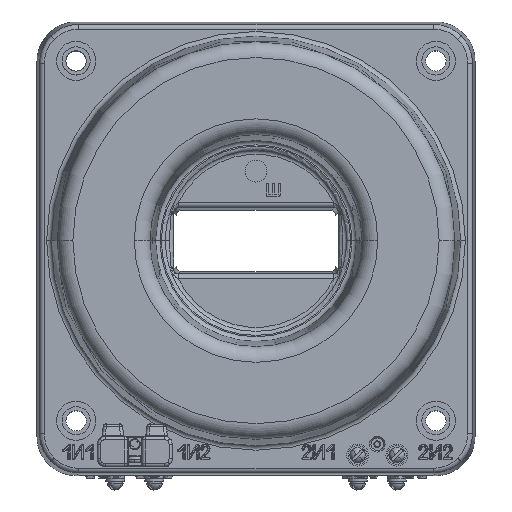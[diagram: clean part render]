
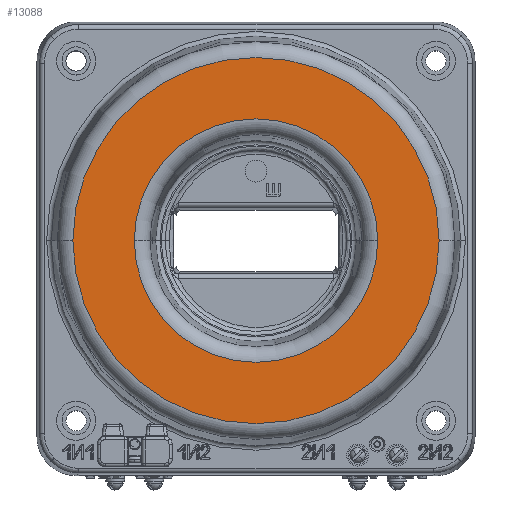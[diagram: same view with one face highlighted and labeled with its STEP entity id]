
A CAD part, top view. The second image highlights one B-rep face of the part: STEP entity #13088.
In plain terms, the highlighted planar face has unit normal (0, 0, 1).
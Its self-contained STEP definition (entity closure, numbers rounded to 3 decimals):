
#557 = CARTESIAN_POINT ( 'NONE',  ( 0., 0., 150. ) ) ;
#559 = DIRECTION ( 'NONE',  ( 0., 0., 1. ) ) ;
#560 = DIRECTION ( 'NONE',  ( 1., 0., 0. ) ) ;
#2263 = FACE_OUTER_BOUND ( 'NONE', #10497, .T. ) ;
#3289 = CARTESIAN_POINT ( 'NONE',  ( 0., 0., 150. ) ) ;
#3299 = PLANE ( 'NONE',  #10710 ) ;
#3303 = DIRECTION ( 'NONE',  ( 0., 0., 1. ) ) ;
#3305 = DIRECTION ( 'NONE',  ( 1., 0., 0. ) ) ;
#4927 = DIRECTION ( 'NONE',  ( 1., 0., 0. ) ) ;
#5085 = CARTESIAN_POINT ( 'NONE',  ( 0., 0., 150. ) ) ;
#5098 = DIRECTION ( 'NONE',  ( 0., 0., -1. ) ) ;
#5123 = DIRECTION ( 'NONE',  ( 0., 0., 1. ) ) ;
#5124 = DIRECTION ( 'NONE',  ( 1., 0., 0. ) ) ;
#5341 = CARTESIAN_POINT ( 'NONE',  ( 0., 0., 150. ) ) ;
#7522 = EDGE_CURVE ( 'NONE', #15162, #15044, #25473, .T. ) ;
#7533 = EDGE_CURVE ( 'NONE', #14667, #14632, #25486, .T. ) ;
#9257 = EDGE_CURVE ( 'NONE', #15044, #15162, #25840, .T. ) ;
#9855 = AXIS2_PLACEMENT_3D ( 'NONE', #5341, #5123, #5124 ) ;
#9865 = AXIS2_PLACEMENT_3D ( 'NONE', #5085, #5098, #4927 ) ;
#10107 = AXIS2_PLACEMENT_3D ( 'NONE', #557, #559, #560 ) ;
#10467 = EDGE_LOOP ( 'NONE', ( #24139, #24002 ) ) ;
#10497 = EDGE_LOOP ( 'NONE', ( #23974, #24014 ) ) ;
#10710 = AXIS2_PLACEMENT_3D ( 'NONE', #3289, #3303, #3305 ) ;
#10849 = AXIS2_PLACEMENT_3D ( 'NONE', #16889, #16891, #16893 ) ;
#13088 = ADVANCED_FACE ( 'NONE', ( #26367, #2263 ), #3299, .T. ) ;
#14632 = VERTEX_POINT ( 'NONE', #15434 ) ;
#14667 = VERTEX_POINT ( 'NONE', #15466 ) ;
#15044 = VERTEX_POINT ( 'NONE', #15717 ) ;
#15162 = VERTEX_POINT ( 'NONE', #15829 ) ;
#15434 = CARTESIAN_POINT ( 'NONE',  ( -77.804, 0., 150. ) ) ;
#15466 = CARTESIAN_POINT ( 'NONE',  ( 77.804, 0., 150. ) ) ;
#15717 = CARTESIAN_POINT ( 'NONE',  ( 117.056, 0., 150. ) ) ;
#15829 = CARTESIAN_POINT ( 'NONE',  ( -117.056, 0., 150. ) ) ;
#16889 = CARTESIAN_POINT ( 'NONE',  ( 0., 0., 150. ) ) ;
#16891 = DIRECTION ( 'NONE',  ( 0., 0., -1. ) ) ;
#16893 = DIRECTION ( 'NONE',  ( 1., 0., 0. ) ) ;
#19559 = EDGE_CURVE ( 'NONE', #14632, #14667, #24889, .T. ) ;
#23974 = ORIENTED_EDGE ( 'NONE', *, *, #9257, .T. ) ;
#24002 = ORIENTED_EDGE ( 'NONE', *, *, #19559, .T. ) ;
#24014 = ORIENTED_EDGE ( 'NONE', *, *, #7522, .T. ) ;
#24139 = ORIENTED_EDGE ( 'NONE', *, *, #7533, .T. ) ;
#24889 = CIRCLE ( 'NONE', #10849, 77.804 ) ;
#25473 = CIRCLE ( 'NONE', #9855, 117.056 ) ;
#25486 = CIRCLE ( 'NONE', #9865, 77.804 ) ;
#25840 = CIRCLE ( 'NONE', #10107, 117.056 ) ;
#26367 = FACE_BOUND ( 'NONE', #10467, .T. ) ;
